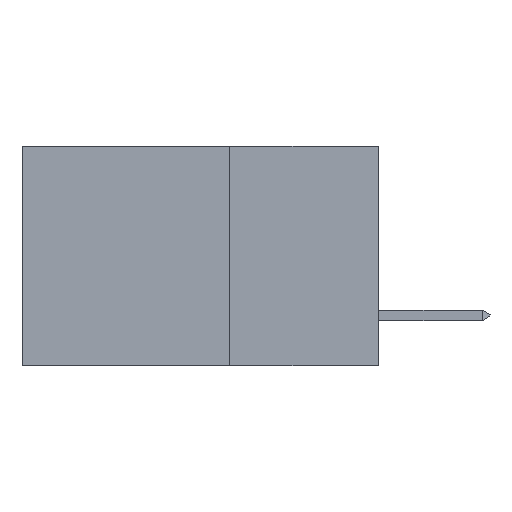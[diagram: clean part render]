
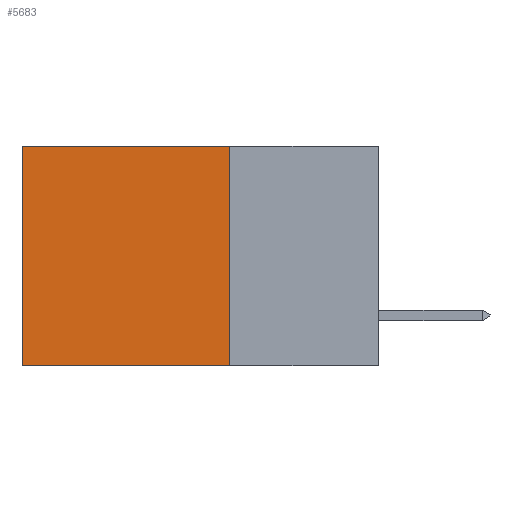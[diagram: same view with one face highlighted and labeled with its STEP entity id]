
A CAD part, left-side view. The second image highlights one B-rep face of the part: STEP entity #5683.
In plain terms, the highlighted planar face has unit normal (-1, 0, 0).
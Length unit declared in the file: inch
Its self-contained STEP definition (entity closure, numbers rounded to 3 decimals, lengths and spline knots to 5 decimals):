
#258 = CARTESIAN_POINT ( 'NONE',  ( 0.2615, 0.6, -0.37 ) ) ;
#879 = CARTESIAN_POINT ( 'NONE',  ( 0.2615, 0.25, -0.37 ) ) ;
#1020 = FACE_OUTER_BOUND ( 'NONE', #1665, .T. ) ;
#1196 = CARTESIAN_POINT ( 'NONE',  ( 0.2615, 0.25, -0.37 ) ) ;
#1399 = ORIENTED_EDGE ( 'NONE', *, *, #5129, .T. ) ;
#1437 = EDGE_CURVE ( 'NONE', #4060, #10245, #11031, .T. ) ;
#1629 = CARTESIAN_POINT ( 'NONE',  ( 0.2615, 0.25, 0. ) ) ;
#1665 = EDGE_LOOP ( 'NONE', ( #6756, #7657, #8970, #1399 ) ) ;
#1811 = DIRECTION ( 'NONE',  ( 0., 0., -1. ) ) ;
#1940 = DIRECTION ( 'NONE',  ( 0., 1., 0. ) ) ;
#2034 = DIRECTION ( 'NONE',  ( 0., 0., -1. ) ) ;
#2593 = LINE ( 'NONE', #879, #4994 ) ;
#2905 = CARTESIAN_POINT ( 'NONE',  ( 0.2615, 0.25, -0.37 ) ) ;
#3279 = VECTOR ( 'NONE', #5416, 39.37008 ) ;
#3576 = CARTESIAN_POINT ( 'NONE',  ( 0.2615, 0.6, -0.37 ) ) ;
#3908 = DIRECTION ( 'NONE',  ( 0., 0., -1. ) ) ;
#3981 = CARTESIAN_POINT ( 'NONE',  ( 0.2615, 0.6, 0. ) ) ;
#4060 = VERTEX_POINT ( 'NONE', #3981 ) ;
#4343 = EDGE_CURVE ( 'NONE', #8037, #10808, #10688, .T. ) ;
#4799 = DIRECTION ( 'NONE',  ( 1., 0., 0. ) ) ;
#4800 = AXIS2_PLACEMENT_3D ( 'NONE', #1196, #4799, #3908 ) ;
#4994 = VECTOR ( 'NONE', #1940, 39.37008 ) ;
#5129 = EDGE_CURVE ( 'NONE', #8037, #4060, #5242, .T. ) ;
#5242 = LINE ( 'NONE', #10818, #3279 ) ;
#5416 = DIRECTION ( 'NONE',  ( 0., 1., 0. ) ) ;
#5683 = ADVANCED_FACE ( 'NONE', ( #1020 ), #6385, .F. ) ;
#6385 = PLANE ( 'NONE',  #4800 ) ;
#6756 = ORIENTED_EDGE ( 'NONE', *, *, #1437, .T. ) ;
#7234 = VECTOR ( 'NONE', #2034, 39.37008 ) ;
#7277 = EDGE_CURVE ( 'NONE', #10808, #10245, #2593, .T. ) ;
#7657 = ORIENTED_EDGE ( 'NONE', *, *, #7277, .F. ) ;
#8037 = VERTEX_POINT ( 'NONE', #1629 ) ;
#8970 = ORIENTED_EDGE ( 'NONE', *, *, #4343, .F. ) ;
#10245 = VERTEX_POINT ( 'NONE', #3576 ) ;
#10523 = CARTESIAN_POINT ( 'NONE',  ( 0.2615, 0.25, -0.37 ) ) ;
#10688 = LINE ( 'NONE', #10523, #10900 ) ;
#10808 = VERTEX_POINT ( 'NONE', #2905 ) ;
#10818 = CARTESIAN_POINT ( 'NONE',  ( 0.2615, 0.25, 0. ) ) ;
#10900 = VECTOR ( 'NONE', #1811, 39.37008 ) ;
#11031 = LINE ( 'NONE', #258, #7234 ) ;
